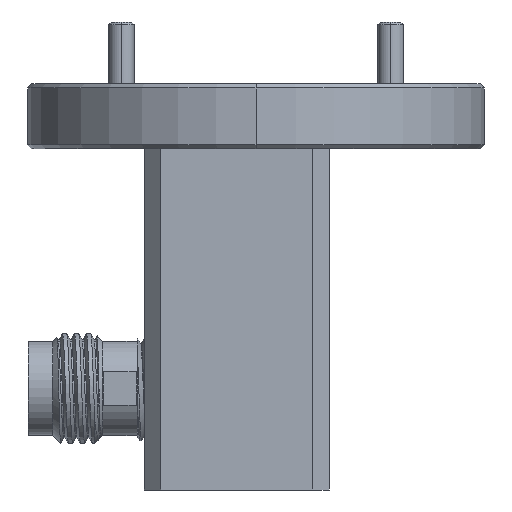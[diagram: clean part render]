
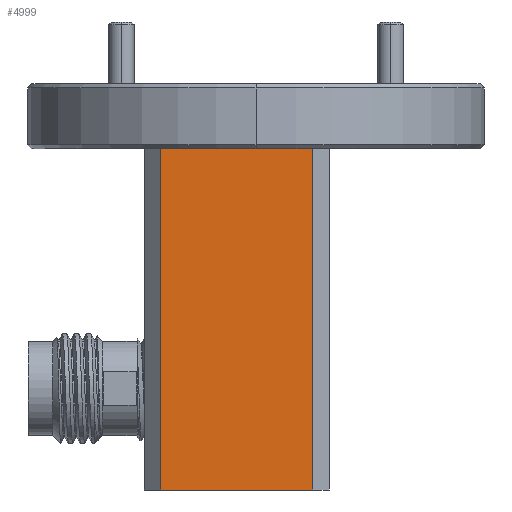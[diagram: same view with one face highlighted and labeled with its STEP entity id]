
A CAD part, left-side view. The second image highlights one B-rep face of the part: STEP entity #4999.
In plain terms, the highlighted planar face has unit normal (-1, 0, 0).
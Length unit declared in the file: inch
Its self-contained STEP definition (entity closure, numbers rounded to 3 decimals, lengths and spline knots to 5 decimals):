
#157 = DIRECTION ( 'NONE',  ( 1., 0., 0. ) ) ;
#273 = CARTESIAN_POINT ( 'NONE',  ( -0.06051, 0.65917, -0.12954 ) ) ;
#413 = CARTESIAN_POINT ( 'NONE',  ( -0.06051, 0.28417, -0.12954 ) ) ;
#563 = EDGE_CURVE ( 'NONE', #4811, #2823, #1049, .T. ) ;
#689 = ORIENTED_EDGE ( 'NONE', *, *, #4046, .T. ) ;
#739 = CARTESIAN_POINT ( 'NONE',  ( -0.06051, 0.24417, -0.12954 ) ) ;
#785 = VECTOR ( 'NONE', #2745, 39.37008 ) ;
#869 = LINE ( 'NONE', #4206, #4522 ) ;
#990 = PLANE ( 'NONE',  #3942 ) ;
#1049 = LINE ( 'NONE', #739, #5034 ) ;
#1197 = EDGE_LOOP ( 'NONE', ( #3640, #689, #3765, #3673 ) ) ;
#1482 = FACE_OUTER_BOUND ( 'NONE', #1197, .T. ) ;
#1487 = DIRECTION ( 'NONE',  ( 0., 1., 0. ) ) ;
#1634 = LINE ( 'NONE', #413, #3467 ) ;
#1798 = DIRECTION ( 'NONE',  ( 0., 1., 0. ) ) ;
#2333 = CARTESIAN_POINT ( 'NONE',  ( -0.06051, 0.28417, 0.71046 ) ) ;
#2334 = LINE ( 'NONE', #273, #785 ) ;
#2491 = EDGE_CURVE ( 'NONE', #4777, #4256, #869, .T. ) ;
#2517 = DIRECTION ( 'NONE',  ( 0., 1., 0. ) ) ;
#2745 = DIRECTION ( 'NONE',  ( 0., 0., -1. ) ) ;
#2823 = VERTEX_POINT ( 'NONE', #3118 ) ;
#2978 = EDGE_CURVE ( 'NONE', #4811, #4777, #1634, .T. ) ;
#3118 = CARTESIAN_POINT ( 'NONE',  ( -0.06051, 0.65917, -0.12954 ) ) ;
#3157 = CARTESIAN_POINT ( 'NONE',  ( -0.06051, 0.24417, -0.12954 ) ) ;
#3236 = CARTESIAN_POINT ( 'NONE',  ( -0.06051, 0.65917, 0.71046 ) ) ;
#3467 = VECTOR ( 'NONE', #4146, 39.37008 ) ;
#3640 = ORIENTED_EDGE ( 'NONE', *, *, #2491, .T. ) ;
#3661 = CARTESIAN_POINT ( 'NONE',  ( -0.06051, 0.28417, -0.12954 ) ) ;
#3673 = ORIENTED_EDGE ( 'NONE', *, *, #2978, .T. ) ;
#3765 = ORIENTED_EDGE ( 'NONE', *, *, #563, .F. ) ;
#3942 = AXIS2_PLACEMENT_3D ( 'NONE', #3157, #157, #1798 ) ;
#4046 = EDGE_CURVE ( 'NONE', #4256, #2823, #2334, .T. ) ;
#4146 = DIRECTION ( 'NONE',  ( 0., 0., 1. ) ) ;
#4206 = CARTESIAN_POINT ( 'NONE',  ( -0.06051, 0.24417, 0.71046 ) ) ;
#4256 = VERTEX_POINT ( 'NONE', #3236 ) ;
#4522 = VECTOR ( 'NONE', #2517, 39.37008 ) ;
#4777 = VERTEX_POINT ( 'NONE', #2333 ) ;
#4811 = VERTEX_POINT ( 'NONE', #3661 ) ;
#4999 = ADVANCED_FACE ( 'NONE', ( #1482 ), #990, .F. ) ;
#5034 = VECTOR ( 'NONE', #1487, 39.37008 ) ;
